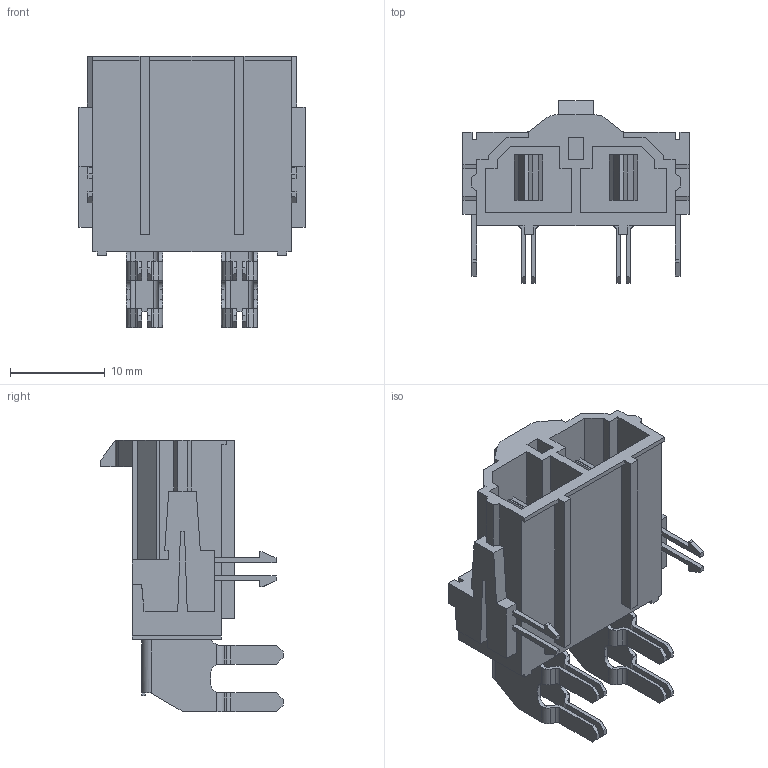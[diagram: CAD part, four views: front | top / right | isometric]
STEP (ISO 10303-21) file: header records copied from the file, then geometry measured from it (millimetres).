
FILE_DESCRIPTION((''),'2;1');
FILE_NAME('428202224','2021-05-06T',('gga'),(''),'PRO/ENGINEER BY PARAMETRIC TECHNOLOGY CORPORATION, 2016010','PRO/ENGINEER BY PARAMETRIC TECHNOLOGY CORPORATION, 2016010','');
FILE_SCHEMA(('CONFIG_CONTROL_DESIGN'));
Length unit declared in the file: millimetre
Products named in the file (1): 428202224
Bounding box: 23.82 x 19.2 x 28.59 mm (x, y, z)
Volume: 2993.4 mm3; surface area: 3997.5 mm2
Topology: 1 solids, 1 shells, 335 faces, 979 edges, 653 vertices
Faces by surface type: plane 281, cylinder 54
Entity records: 11108 total; most frequent: CARTESIAN_POINT 2130, ORIENTED_EDGE 1934, DIRECTION 1739, EDGE_CURVE 967, VECTOR 827, LINE 827, VERTEX_POINT 641, AXIS2_PLACEMENT_3D 456
